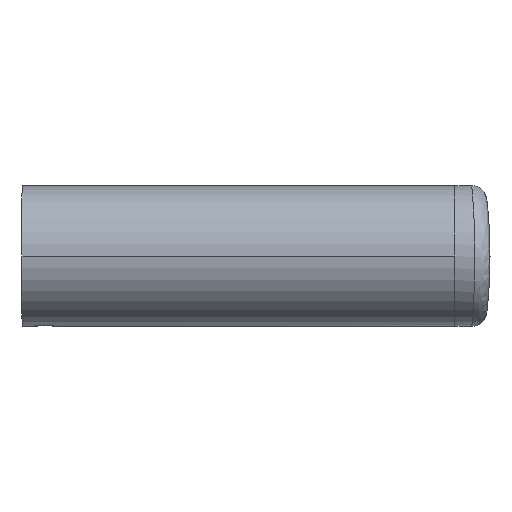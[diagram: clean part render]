
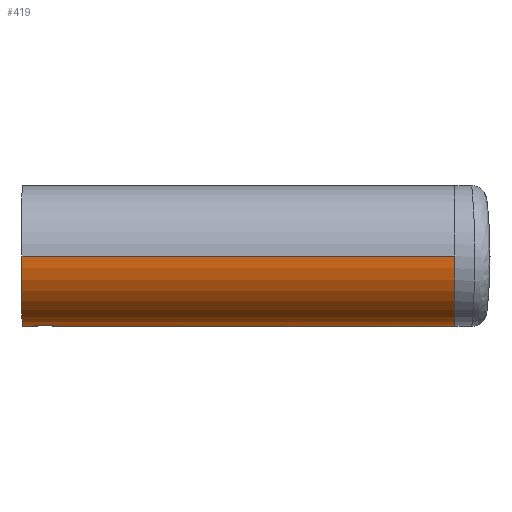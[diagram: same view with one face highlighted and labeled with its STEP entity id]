
A CAD part, left-side view. The second image highlights one B-rep face of the part: STEP entity #419.
In plain terms, the highlighted cylindrical face has radius 14 mm (diameter 28 mm), a partial arc.
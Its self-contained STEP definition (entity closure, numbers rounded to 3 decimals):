
#109=CARTESIAN_POINT('',(0.,0.,0.));
#110=DIRECTION('',(0.,1.,0.));
#111=DIRECTION('',(1.,0.,0.));
#112=AXIS2_PLACEMENT_3D('',#109,#110,#111);
#129=CARTESIAN_POINT('',(2.1,81.5,-13.842));
#130=CARTESIAN_POINT('',(2.1,81.685,-13.842));
#131=CARTESIAN_POINT('',(2.053,82.043,-13.849));
#132=CARTESIAN_POINT('',(1.841,82.561,-13.879));
#133=CARTESIAN_POINT('',(1.503,83.001,-13.921));
#134=CARTESIAN_POINT('',(1.062,83.34,-13.962));
#135=CARTESIAN_POINT('',(0.549,83.552,-13.993));
#136=CARTESIAN_POINT('',(0.,83.624,
-14.004));
#137=CARTESIAN_POINT('',(-0.55,83.552,
-13.993));
#138=CARTESIAN_POINT('',(-1.063,83.339,-13.962));
#139=CARTESIAN_POINT('',(-1.503,83.001,-13.921));
#140=CARTESIAN_POINT('',(-1.841,82.56,-13.879));
#141=CARTESIAN_POINT('',(-2.053,82.043,-13.849));
#142=CARTESIAN_POINT('',(-2.1,81.685,-13.842));
#143=CARTESIAN_POINT('',(-2.1,81.5,-13.842));
#145=CARTESIAN_POINT('',(-2.1,81.5,-13.842));
#146=CARTESIAN_POINT('',(-2.1,81.315,-13.842));
#147=CARTESIAN_POINT('',(-2.053,80.957,-13.849));
#148=CARTESIAN_POINT('',(-1.841,80.439,-13.879));
#149=CARTESIAN_POINT('',(-1.503,79.999,-13.921));
#150=CARTESIAN_POINT('',(-1.062,79.66,-13.962));
#151=CARTESIAN_POINT('',(-0.549,79.448,
-13.993));
#152=CARTESIAN_POINT('',(0.,79.376,-14.004));
#153=CARTESIAN_POINT('',(0.55,79.448,-13.993));
#154=CARTESIAN_POINT('',(1.063,79.661,-13.962));
#155=CARTESIAN_POINT('',(1.503,79.999,-13.921));
#156=CARTESIAN_POINT('',(1.841,80.44,-13.879));
#157=CARTESIAN_POINT('',(2.053,80.957,-13.849));
#158=CARTESIAN_POINT('',(2.1,81.315,-13.842));
#159=CARTESIAN_POINT('',(2.1,81.5,-13.842));
#161=DIRECTION('',(0.,1.,0.));
#162=VECTOR('',#161,39.131);
#163=CARTESIAN_POINT('',(13.987,23.434,-0.6));
#164=LINE('',#163,#162);
#165=CARTESIAN_POINT('',(14.,62.596,0.));
#166=CARTESIAN_POINT('',(14.,62.596,-0.067));
#167=CARTESIAN_POINT('',(13.999,62.594,-0.2));
#168=CARTESIAN_POINT('',(13.995,62.584,-0.4));
#169=CARTESIAN_POINT('',(13.99,62.572,-0.533));
#170=CARTESIAN_POINT('',(13.987,62.566,-0.6));
#172=DIRECTION('',(0.,1.,0.));
#173=VECTOR('',#172,23.404);
#174=CARTESIAN_POINT('',(14.,62.596,0.));
#175=LINE('',#174,#173);
#176=DIRECTION('',(0.,1.,0.));
#177=VECTOR('',#176,23.404);
#178=CARTESIAN_POINT('',(14.,0.,0.));
#179=LINE('',#178,#177);
#180=CARTESIAN_POINT('',(13.987,23.434,-0.6));
#181=CARTESIAN_POINT('',(13.99,23.428,-0.533));
#182=CARTESIAN_POINT('',(13.995,23.416,-0.4));
#183=CARTESIAN_POINT('',(13.999,23.406,-0.2));
#184=CARTESIAN_POINT('',(14.,23.404,-0.067));
#185=CARTESIAN_POINT('',(14.,23.404,0.));
#303=DIRECTION('',(0.,1.,0.));
#304=VECTOR('',#303,86.);
#305=CARTESIAN_POINT('',(-14.,0.,0.));
#306=LINE('',#305,#304);
#313=CARTESIAN_POINT('',(0.,86.,0.));
#314=DIRECTION('',(0.,1.,0.));
#315=DIRECTION('',(1.,0.,0.));
#316=AXIS2_PLACEMENT_3D('',#313,#314,#315);
#333=CARTESIAN_POINT('',(14.,0.,0.));
#334=CARTESIAN_POINT('',(-14.,0.,0.));
#335=VERTEX_POINT('',#333);
#336=VERTEX_POINT('',#334);
#341=CARTESIAN_POINT('',(14.,86.,0.));
#342=CARTESIAN_POINT('',(-14.,86.,0.));
#343=VERTEX_POINT('',#341);
#344=VERTEX_POINT('',#342);
#349=VERTEX_POINT('',#129);
#350=VERTEX_POINT('',#143);
#353=CARTESIAN_POINT('',(13.987,23.434,-0.6));
#354=CARTESIAN_POINT('',(13.987,62.566,-0.6));
#355=VERTEX_POINT('',#353);
#356=VERTEX_POINT('',#354);
#357=VERTEX_POINT('',#165);
#358=VERTEX_POINT('',#185);
#391=CARTESIAN_POINT('',(0.,0.,0.));
#392=DIRECTION('',(0.,1.,0.));
#393=DIRECTION('',(1.,0.,0.));
#394=AXIS2_PLACEMENT_3D('',#391,#392,#393);
#395=CYLINDRICAL_SURFACE('',#394,14.);
#397=ORIENTED_EDGE('',*,*,#396,.T.);
#399=ORIENTED_EDGE('',*,*,#398,.F.);
#401=ORIENTED_EDGE('',*,*,#400,.T.);
#403=ORIENTED_EDGE('',*,*,#402,.T.);
#405=ORIENTED_EDGE('',*,*,#404,.F.);
#406=ORIENTED_EDGE('',*,*,#378,.F.);
#408=ORIENTED_EDGE('',*,*,#407,.T.);
#410=ORIENTED_EDGE('',*,*,#409,.F.);
#411=EDGE_LOOP('',(#397,#399,#401,#403,#405,#406,#408,#410));
#412=FACE_OUTER_BOUND('',#411,.F.);
#414=ORIENTED_EDGE('',*,*,#413,.F.);
#416=ORIENTED_EDGE('',*,*,#415,.F.);
#417=EDGE_LOOP('',(#414,#416));
#418=FACE_BOUND('',#417,.F.);
#419=ADVANCED_FACE('',(#412,#418),#395,.T.);
#113=CIRCLE('',#112,14.);
#144=B_SPLINE_CURVE_WITH_KNOTS('',3,(#129,#130,#131,#132,#133,#134,#135,#136,
#137,#138,#139,#140,#141,#142,#143),.UNSPECIFIED.,.F.,.F.,(4,1,1,1,1,1,1,1,1,1,
1,1,4),(0.,0.083,0.167,0.25,0.333,
0.417,0.5,0.583,0.667,0.75,
0.833,0.917,1.),.UNSPECIFIED.);
#160=B_SPLINE_CURVE_WITH_KNOTS('',3,(#145,#146,#147,#148,#149,#150,#151,#152,
#153,#154,#155,#156,#157,#158,#159),.UNSPECIFIED.,.F.,.F.,(4,1,1,1,1,1,1,1,1,1,
1,1,4),(0.,0.083,0.167,0.25,0.333,
0.417,0.5,0.583,0.667,0.75,
0.833,0.917,1.),.UNSPECIFIED.);
#171=B_SPLINE_CURVE_WITH_KNOTS('',3,(#165,#166,#167,#168,#169,#170),
.UNSPECIFIED.,.F.,.F.,(4,1,1,4),(0.,0.333,0.667,1.),
.UNSPECIFIED.);
#186=B_SPLINE_CURVE_WITH_KNOTS('',3,(#180,#181,#182,#183,#184,#185),
.UNSPECIFIED.,.F.,.F.,(4,1,1,4),(0.,0.333,0.667,1.),
.UNSPECIFIED.);
#317=CIRCLE('',#316,14.);
#378=EDGE_CURVE('',#335,#336,#113,.T.);
#396=EDGE_CURVE('',#355,#356,#164,.T.);
#398=EDGE_CURVE('',#357,#356,#171,.T.);
#400=EDGE_CURVE('',#357,#343,#175,.T.);
#402=EDGE_CURVE('',#343,#344,#317,.T.);
#404=EDGE_CURVE('',#336,#344,#306,.T.);
#407=EDGE_CURVE('',#335,#358,#179,.T.);
#409=EDGE_CURVE('',#355,#358,#186,.T.);
#413=EDGE_CURVE('',#349,#350,#144,.T.);
#415=EDGE_CURVE('',#350,#349,#160,.T.);
